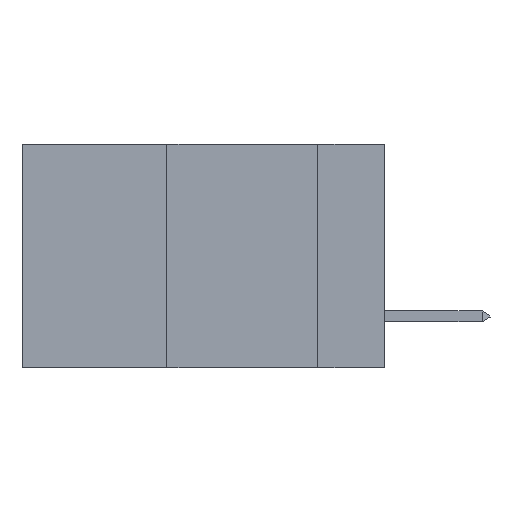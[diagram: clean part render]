
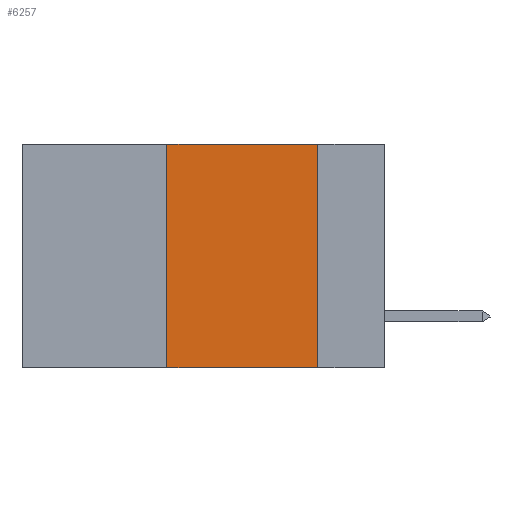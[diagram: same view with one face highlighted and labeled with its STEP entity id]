
A CAD part, left-side view. The second image highlights one B-rep face of the part: STEP entity #6257.
In plain terms, the highlighted planar face has unit normal (-1, 0, 0).
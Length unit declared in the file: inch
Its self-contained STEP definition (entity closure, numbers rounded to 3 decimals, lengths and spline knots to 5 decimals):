
#2657 = CARTESIAN_POINT ( 'NONE',  ( 0., 0.36, 0. ) ) ;
#4216 = VERTEX_POINT ( 'NONE', #4252 ) ;
#4240 = VECTOR ( 'NONE', #18780, 39.37008 ) ;
#4252 = CARTESIAN_POINT ( 'NONE',  ( 0., 0.36, 0. ) ) ;
#4449 = CARTESIAN_POINT ( 'NONE',  ( 0., 0.6, -0.37 ) ) ;
#5325 = LINE ( 'NONE', #40946, #39040 ) ;
#6257 = ADVANCED_FACE ( 'NONE', ( #34139 ), #7460, .F. ) ;
#7153 = DIRECTION ( 'NONE',  ( 0., -1., 0. ) ) ;
#7460 = PLANE ( 'NONE',  #32969 ) ;
#8901 = EDGE_CURVE ( 'NONE', #4216, #30471, #5325, .T. ) ;
#11517 = EDGE_CURVE ( 'NONE', #13409, #39250, #15814, .T. ) ;
#12338 = ORIENTED_EDGE ( 'NONE', *, *, #41801, .F. ) ;
#12633 = VECTOR ( 'NONE', #13827, 39.37008 ) ;
#13409 = VERTEX_POINT ( 'NONE', #28254 ) ;
#13827 = DIRECTION ( 'NONE',  ( 0., 0., -1. ) ) ;
#14626 = EDGE_LOOP ( 'NONE', ( #12338, #37489, #29984, #20838 ) ) ;
#15693 = LINE ( 'NONE', #20259, #12633 ) ;
#15814 = LINE ( 'NONE', #4449, #41333 ) ;
#17019 = CARTESIAN_POINT ( 'NONE',  ( 0., 0.6, 0. ) ) ;
#17208 = CARTESIAN_POINT ( 'NONE',  ( 0., 0.11, 0. ) ) ;
#18780 = DIRECTION ( 'NONE',  ( 0., 0., 1. ) ) ;
#20017 = DIRECTION ( 'NONE',  ( 0., 0., -1. ) ) ;
#20259 = CARTESIAN_POINT ( 'NONE',  ( 0., 0.11, 0. ) ) ;
#20306 = CARTESIAN_POINT ( 'NONE',  ( 0., 0.11, -0.37 ) ) ;
#20838 = ORIENTED_EDGE ( 'NONE', *, *, #11517, .T. ) ;
#21366 = EDGE_CURVE ( 'NONE', #13409, #4216, #41024, .T. ) ;
#23194 = DIRECTION ( 'NONE',  ( 1., 0., 0. ) ) ;
#27938 = DIRECTION ( 'NONE',  ( 0., -1., 0. ) ) ;
#28254 = CARTESIAN_POINT ( 'NONE',  ( 0., 0.36, -0.37 ) ) ;
#29984 = ORIENTED_EDGE ( 'NONE', *, *, #21366, .F. ) ;
#30471 = VERTEX_POINT ( 'NONE', #17208 ) ;
#32969 = AXIS2_PLACEMENT_3D ( 'NONE', #17019, #23194, #20017 ) ;
#34139 = FACE_OUTER_BOUND ( 'NONE', #14626, .T. ) ;
#37489 = ORIENTED_EDGE ( 'NONE', *, *, #8901, .F. ) ;
#39040 = VECTOR ( 'NONE', #27938, 39.37008 ) ;
#39250 = VERTEX_POINT ( 'NONE', #20306 ) ;
#40946 = CARTESIAN_POINT ( 'NONE',  ( 0., 0.6, 0. ) ) ;
#41024 = LINE ( 'NONE', #2657, #4240 ) ;
#41333 = VECTOR ( 'NONE', #7153, 39.37008 ) ;
#41801 = EDGE_CURVE ( 'NONE', #30471, #39250, #15693, .T. ) ;
